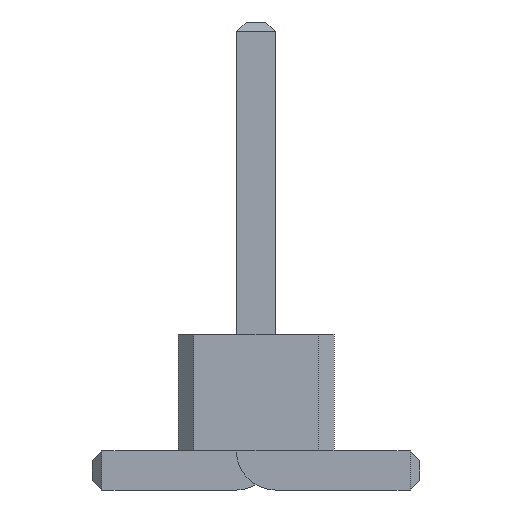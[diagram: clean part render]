
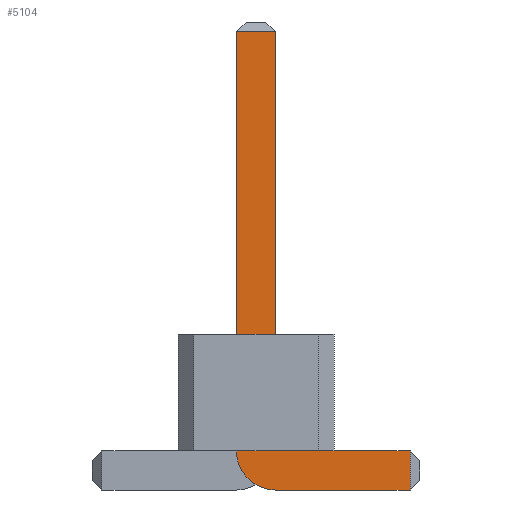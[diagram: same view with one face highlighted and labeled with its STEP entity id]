
A CAD part, front view. The second image highlights one B-rep face of the part: STEP entity #5104.
In plain terms, the highlighted planar face has unit normal (0, -1, 0).
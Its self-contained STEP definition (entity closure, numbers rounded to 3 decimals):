
#13=DIRECTION('',(0.,0.,1.));
#27=VECTOR('',#13,1.);
#67=DIRECTION('',(1.,0.,0.));
#2321=VECTOR('',#67,1.);
#2374=DIRECTION('',(-1.,0.,0.));
#4625=VECTOR('',#2374,1.);
#4918=DIRECTION('',(-0.,1.,0.));
#4919=DIRECTION('',(0.,0.,-1.));
#4936=VECTOR('',#4919,1.);
#4948=DIRECTION('',(0.,1.,0.));
#4949=DIRECTION('',(1.,0.,0.));
#4956=VERTEX_POINT('',#4957);
#4957=CARTESIAN_POINT('',(1.975,-39.25,0.));
#4959=ORIENTED_EDGE('',*,*,#4960,.T.);
#4960=EDGE_CURVE('',#4956,#4961,#4963,.T.);
#4961=VERTEX_POINT('',#4962);
#4962=CARTESIAN_POINT('',(0.25,-39.25,0.));
#4963=LINE('',#4964,#4625);
#4964=CARTESIAN_POINT('',(2.1,-39.25,0.));
#5001=VERTEX_POINT('',#5002);
#5002=CARTESIAN_POINT('',(-0.25,-39.25,0.5));
#5005=EDGE_CURVE('',#4961,#5001,#5006,.T.);
#5006=CIRCLE('',#5007,0.5);
#5007=AXIS2_PLACEMENT_3D('',#5008,#4918,#4919);
#5008=CARTESIAN_POINT('',(0.25,-39.25,0.5));
#5017=VERTEX_POINT('',#5008);
#5019=ORIENTED_EDGE('',*,*,#5020,.T.);
#5020=EDGE_CURVE('',#5017,#5021,#5023,.T.);
#5021=VERTEX_POINT('',#5022);
#5022=CARTESIAN_POINT('',(1.975,-39.25,0.5));
#5023=LINE('',#5008,#2321);
#5033=ORIENTED_EDGE('',*,*,#5034,.T.);
#5034=EDGE_CURVE('',#5001,#5035,#5037,.T.);
#5035=VERTEX_POINT('',#5036);
#5036=CARTESIAN_POINT('',(-0.25,-39.25,5.875));
#5037=LINE('',#5038,#27);
#5038=CARTESIAN_POINT('',(-0.25,-39.25,0.));
#5050=VERTEX_POINT('',#5051);
#5051=CARTESIAN_POINT('',(0.25,-39.25,5.875));
#5053=ORIENTED_EDGE('',*,*,#5054,.T.);
#5054=EDGE_CURVE('',#5050,#5017,#5055,.T.);
#5055=LINE('',#5056,#4936);
#5056=CARTESIAN_POINT('',(0.25,-39.25,6.));
#5104=ADVANCED_FACE('',(#5105),#5114,.F.);
#5105=FACE_BOUND('',#5106,.F.);
#5106=EDGE_LOOP('',(#4959,#5107,#5033,#5108,#5053,#5019,#5111));
#5107=ORIENTED_EDGE('',*,*,#5005,.T.);
#5108=ORIENTED_EDGE('',*,*,#5109,.T.);
#5109=EDGE_CURVE('',#5035,#5050,#5110,.T.);
#5110=LINE('',#5036,#2321);
#5111=ORIENTED_EDGE('',*,*,#5112,.T.);
#5112=EDGE_CURVE('',#5021,#4956,#5113,.T.);
#5113=LINE('',#5022,#4936);
#5114=PLANE('',#5115);
#5115=AXIS2_PLACEMENT_3D('',#5116,#4948,#4949);
#5116=CARTESIAN_POINT('',(0.316,-39.25,2.391));
